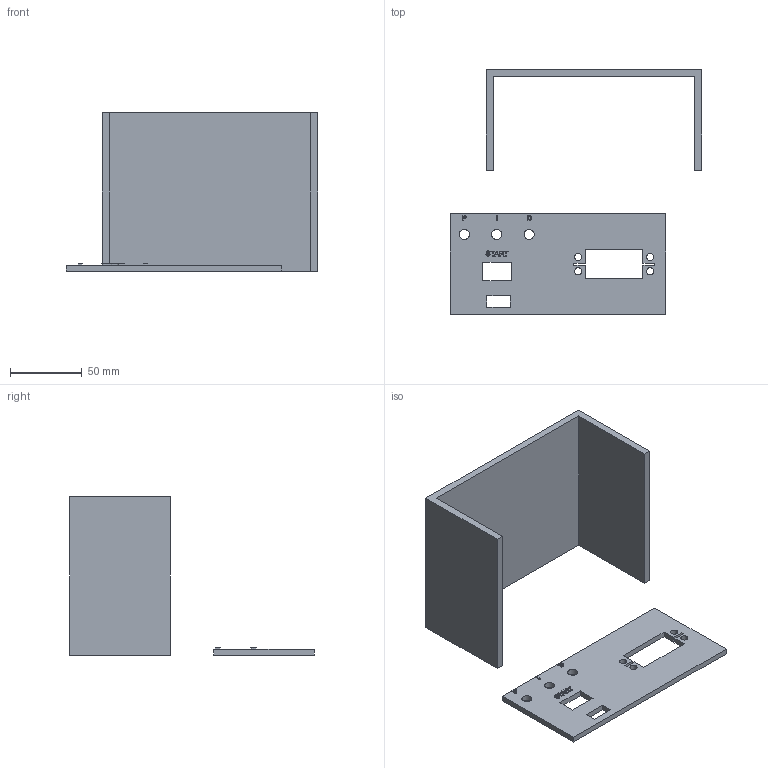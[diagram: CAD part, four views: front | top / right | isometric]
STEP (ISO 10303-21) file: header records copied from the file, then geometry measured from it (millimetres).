
FILE_DESCRIPTION(/* description */ (''),/* implementation_level */ '2;1');
FILE_NAME(/* name */ 'panelv2.step',/* time_stamp */ '2025-11-30T23:31:29-05:00',/* author */ (''),/* organization */ (''),/* preprocessor_version */ 'ST-DEVELOPER v20.1',/* originating_system */ 'Autodesk Translation Framework v14.21.0.0',/* authorisation */ '');
FILE_SCHEMA (('AUTOMOTIVE_DESIGN { 1 0 10303 214 3 1 1 }'));
Length unit declared in the file: millimetre
Products named in the file (1): panel
Bounding box: 175 x 170 x 110 mm (x, y, z)
Volume: 190438.9 mm3; surface area: 87160.8 mm2
Topology: 2 solids, 2 shells, 186 faces, 510 edges, 340 vertices
Faces by surface type: plane 106, bspline 73, cylinder 7
Full cylindrical faces by diameter (mm): 5 x4, 7 x3
Entity records: 6590 total; most frequent: CARTESIAN_POINT 2278, ORIENTED_EDGE 1020, DIRECTION 606, EDGE_CURVE 510, LINE 350, VECTOR 350, VERTEX_POINT 340, EDGE_LOOP 218
